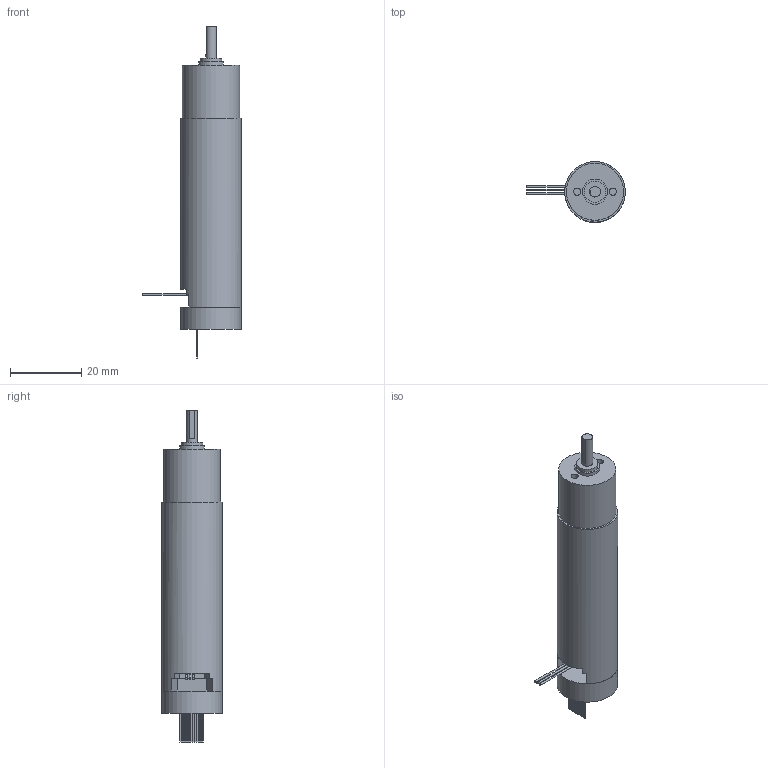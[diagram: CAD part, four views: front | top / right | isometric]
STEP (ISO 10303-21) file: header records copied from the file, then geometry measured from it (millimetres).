
FILE_DESCRIPTION (( 'STEP AP203' ), '1' );
FILE_NAME ('BLK1759.STEP', '2025-08-01T08:14:32', ( '¼¼Êõ03' ), ( 'HP Inc.' ), 'SwSTEP 2.0', 'SolidWorks 2020', '' );
FILE_SCHEMA (( 'CONFIG_CONTROL_DESIGN' ));
Length unit declared in the file: millimetre
Products named in the file (1): BLK1759
Bounding box: 27.66 x 17 x 93.1 mm (x, y, z)
Volume: 16326.4 mm3; surface area: 5881.3 mm2
Topology: 3 solids, 3 shells, 125 faces, 307 edges, 203 vertices
Faces by surface type: cylinder 65, plane 57, torus 3
Full cylindrical faces by diameter (mm): 0.5 x6, 2 x5, 3 x2, 6 x1, 7 x1, 8 x1, 16 x1, 17 x2
Entity records: 3671 total; most frequent: DIRECTION 668, CARTESIAN_POINT 608, ORIENTED_EDGE 564, EDGE_CURVE 282, AXIS2_PLACEMENT_3D 260, VERTEX_POINT 200, EDGE_LOOP 162, VECTOR 148
